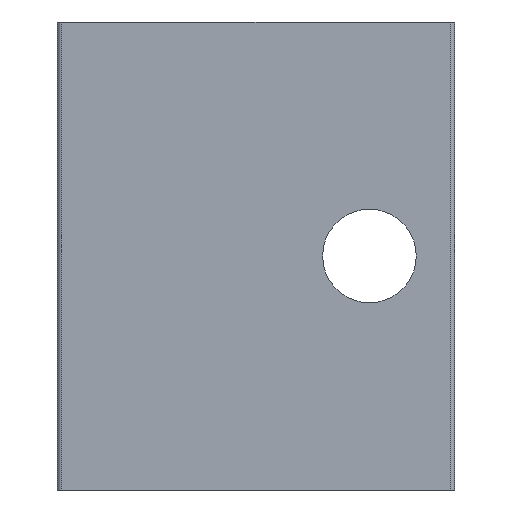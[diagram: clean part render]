
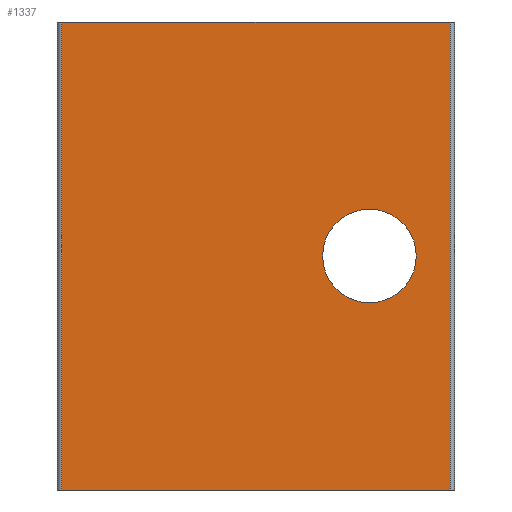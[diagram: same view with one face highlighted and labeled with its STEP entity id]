
A CAD part, front view. The second image highlights one B-rep face of the part: STEP entity #1337.
In plain terms, the highlighted planar face has unit normal (0, -1, 0).
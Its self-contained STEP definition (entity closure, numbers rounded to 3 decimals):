
#4 = ORIENTED_EDGE ( 'NONE', *, *, #1002, .F. ) ;
#24 = ORIENTED_EDGE ( 'NONE', *, *, #911, .T. ) ;
#43 = EDGE_LOOP ( 'NONE', ( #74, #24 ) ) ;
#52 = ORIENTED_EDGE ( 'NONE', *, *, #1043, .T. ) ;
#74 = ORIENTED_EDGE ( 'NONE', *, *, #1121, .T. ) ;
#85 = ORIENTED_EDGE ( 'NONE', *, *, #1027, .F. ) ;
#95 = ORIENTED_EDGE ( 'NONE', *, *, #1119, .T. ) ;
#121 = EDGE_LOOP ( 'NONE', ( #95, #85, #4, #52 ) ) ;
#297 = CARTESIAN_POINT ( 'NONE',  ( 14.8, -390., 33. ) ) ;
#299 = PLANE ( 'NONE',  #967 ) ;
#306 = DIRECTION ( 'NONE',  ( 0., 1., 0. ) ) ;
#307 = DIRECTION ( 'NONE',  ( 0., 0., 1. ) ) ;
#375 = CARTESIAN_POINT ( 'NONE',  ( 14.8, -390., 33. ) ) ;
#398 = DIRECTION ( 'NONE',  ( 0., 0., -1. ) ) ;
#411 = DIRECTION ( 'NONE',  ( 0., 0., -1. ) ) ;
#412 = CARTESIAN_POINT ( 'NONE',  ( 42.2, -390., 33. ) ) ;
#589 = DIRECTION ( 'NONE',  ( 1., 0., 0. ) ) ;
#598 = DIRECTION ( 'NONE',  ( -1., 0., 0. ) ) ;
#602 = DIRECTION ( 'NONE',  ( 0., 1., 0. ) ) ;
#604 = CARTESIAN_POINT ( 'NONE',  ( 14.8, -390., 33. ) ) ;
#618 = CARTESIAN_POINT ( 'NONE',  ( 14.8, -390., 0. ) ) ;
#620 = DIRECTION ( 'NONE',  ( 1., 0., 0. ) ) ;
#622 = CARTESIAN_POINT ( 'NONE',  ( 36.5, -390., 16.5 ) ) ;
#685 = CIRCLE ( 'NONE', #1020, 3.3 ) ;
#753 = VERTEX_POINT ( 'NONE', #830 ) ;
#765 = VERTEX_POINT ( 'NONE', #836 ) ;
#782 = VERTEX_POINT ( 'NONE', #853 ) ;
#792 = CARTESIAN_POINT ( 'NONE',  ( 42.2, -390., 0. ) ) ;
#794 = VERTEX_POINT ( 'NONE', #863 ) ;
#802 = VERTEX_POINT ( 'NONE', #820 ) ;
#820 = CARTESIAN_POINT ( 'NONE',  ( 33.2, -390., 16.5 ) ) ;
#830 = CARTESIAN_POINT ( 'NONE',  ( 42.2, -390., 33. ) ) ;
#833 = VERTEX_POINT ( 'NONE', #792 ) ;
#836 = CARTESIAN_POINT ( 'NONE',  ( 39.8, -390., 16.5 ) ) ;
#853 = CARTESIAN_POINT ( 'NONE',  ( 14.8, -390., 33. ) ) ;
#863 = CARTESIAN_POINT ( 'NONE',  ( 14.8, -390., 0. ) ) ;
#911 = EDGE_CURVE ( 'NONE', #765, #802, #685, .T. ) ;
#967 = AXIS2_PLACEMENT_3D ( 'NONE', #297, #306, #307 ) ;
#974 = AXIS2_PLACEMENT_3D ( 'NONE', #622, #602, #598 ) ;
#1002 = EDGE_CURVE ( 'NONE', #782, #753, #1315, .T. ) ;
#1020 = AXIS2_PLACEMENT_3D ( 'NONE', #1543, #1550, #1583 ) ;
#1027 = EDGE_CURVE ( 'NONE', #753, #833, #1296, .T. ) ;
#1043 = EDGE_CURVE ( 'NONE', #782, #794, #1278, .T. ) ;
#1119 = EDGE_CURVE ( 'NONE', #794, #833, #1179, .T. ) ;
#1121 = EDGE_CURVE ( 'NONE', #802, #765, #1217, .T. ) ;
#1162 = FACE_OUTER_BOUND ( 'NONE', #121, .T. ) ;
#1179 = LINE ( 'NONE', #618, #1238 ) ;
#1217 = CIRCLE ( 'NONE', #974, 3.3 ) ;
#1238 = VECTOR ( 'NONE', #620, 1000. ) ;
#1244 = FACE_BOUND ( 'NONE', #43, .T. ) ;
#1277 = VECTOR ( 'NONE', #398, 1000. ) ;
#1278 = LINE ( 'NONE', #375, #1277 ) ;
#1296 = LINE ( 'NONE', #412, #1297 ) ;
#1297 = VECTOR ( 'NONE', #411, 1000. ) ;
#1315 = LINE ( 'NONE', #604, #1327 ) ;
#1327 = VECTOR ( 'NONE', #589, 1000. ) ;
#1337 = ADVANCED_FACE ( 'NONE', ( #1244, #1162 ), #299, .F. ) ;
#1543 = CARTESIAN_POINT ( 'NONE',  ( 36.5, -390., 16.5 ) ) ;
#1550 = DIRECTION ( 'NONE',  ( 0., 1., 0. ) ) ;
#1583 = DIRECTION ( 'NONE',  ( -1., 0., 0. ) ) ;
